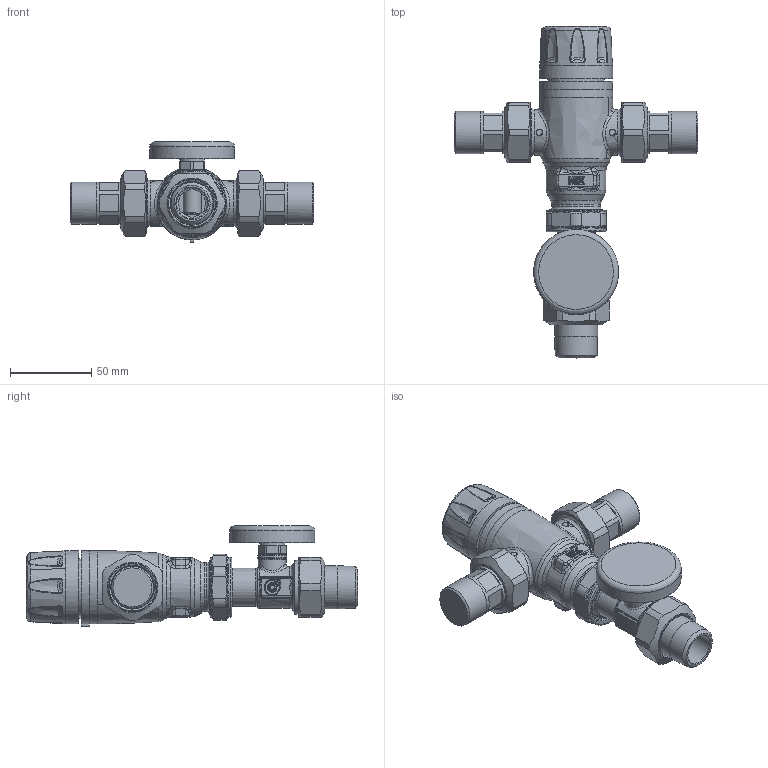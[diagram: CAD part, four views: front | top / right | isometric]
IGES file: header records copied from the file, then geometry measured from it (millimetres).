
Global section: file name: 521510AC; native system: Autodesk Inventor 2024; preprocessor: unknown; author: ischreiner; date: 20250625.084046; units: inch
Bounding box: 149.9 x 204.35 x 61.89 mm (x, y, z)
Volume: 302605.3 mm3; surface area: 73455.2 mm2
Topology: 11 solids, 11 shells, 1800 faces, 4223 edges, 2342 vertices
Faces by surface type: bspline 1800
